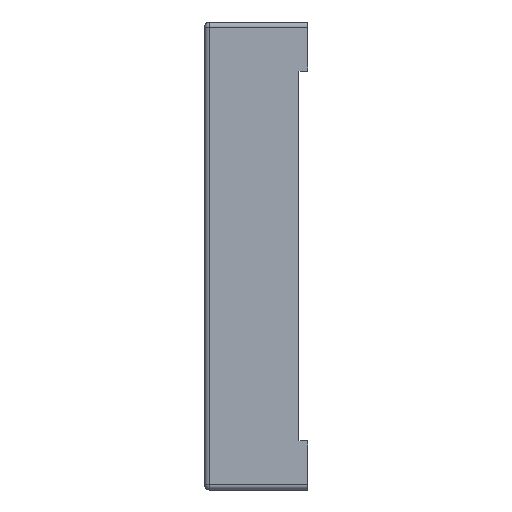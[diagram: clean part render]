
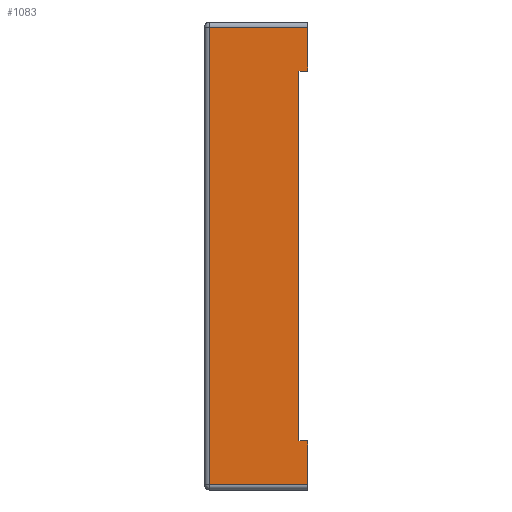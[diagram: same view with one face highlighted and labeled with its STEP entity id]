
A CAD part, left-side view. The second image highlights one B-rep face of the part: STEP entity #1083.
In plain terms, the highlighted planar face has unit normal (-1, 0, 0).
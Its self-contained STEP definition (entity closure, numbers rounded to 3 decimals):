
#70=FACE_OUTER_BOUND('',#129,.T.);
#129=EDGE_LOOP('',(#742,#743,#744,#745,#746,#747,#748,#749));
#200=LINE('',#1565,#333);
#201=LINE('',#1572,#334);
#206=LINE('',#1584,#339);
#207=LINE('',#1586,#340);
#208=LINE('',#1588,#341);
#209=LINE('',#1590,#342);
#210=LINE('',#1592,#343);
#211=LINE('',#1593,#344);
#333=VECTOR('',#1255,10.);
#334=VECTOR('',#1264,10.);
#339=VECTOR('',#1273,10.);
#340=VECTOR('',#1274,10.);
#341=VECTOR('',#1275,10.);
#342=VECTOR('',#1276,10.);
#343=VECTOR('',#1277,10.);
#344=VECTOR('',#1278,10.);
#466=VERTEX_POINT('',#1561);
#467=VERTEX_POINT('',#1563);
#469=VERTEX_POINT('',#1571);
#474=VERTEX_POINT('',#1583);
#475=VERTEX_POINT('',#1585);
#476=VERTEX_POINT('',#1587);
#477=VERTEX_POINT('',#1589);
#478=VERTEX_POINT('',#1591);
#570=EDGE_CURVE('',#467,#466,#200,.T.);
#573=EDGE_CURVE('',#469,#466,#201,.T.);
#579=EDGE_CURVE('',#474,#467,#206,.T.);
#580=EDGE_CURVE('',#475,#474,#207,.T.);
#581=EDGE_CURVE('',#475,#476,#208,.T.);
#582=EDGE_CURVE('',#476,#477,#209,.T.);
#583=EDGE_CURVE('',#477,#478,#210,.T.);
#584=EDGE_CURVE('',#478,#469,#211,.T.);
#742=ORIENTED_EDGE('',*,*,#570,.F.);
#743=ORIENTED_EDGE('',*,*,#579,.F.);
#744=ORIENTED_EDGE('',*,*,#580,.F.);
#745=ORIENTED_EDGE('',*,*,#581,.T.);
#746=ORIENTED_EDGE('',*,*,#582,.T.);
#747=ORIENTED_EDGE('',*,*,#583,.T.);
#748=ORIENTED_EDGE('',*,*,#584,.T.);
#749=ORIENTED_EDGE('',*,*,#573,.T.);
#1039=PLANE('',#1161);
#1083=ADVANCED_FACE('',(#70),#1039,.T.);
#1161=AXIS2_PLACEMENT_3D('',#1582,#1271,#1272);
#1255=DIRECTION('',(0.,-1.,0.));
#1264=DIRECTION('',(0.,0.,1.));
#1271=DIRECTION('center_axis',(-1.,0.,0.));
#1272=DIRECTION('ref_axis',(0.,0.,1.));
#1273=DIRECTION('',(0.,0.,1.));
#1274=DIRECTION('',(0.,1.,0.));
#1275=DIRECTION('',(0.,0.,1.));
#1276=DIRECTION('',(0.,1.,0.));
#1277=DIRECTION('',(0.,0.,1.));
#1278=DIRECTION('',(0.,-1.,0.));
#1561=CARTESIAN_POINT('',(0.,0.,26.878));
#1563=CARTESIAN_POINT('',(0.,5.694,26.878));
#1565=CARTESIAN_POINT('',(0.,0.,26.878));
#1571=CARTESIAN_POINT('',(0.,0.,24.328));
#1572=CARTESIAN_POINT('',(0.,0.,0.));
#1582=CARTESIAN_POINT('Origin',(0.,0.,0.));
#1583=CARTESIAN_POINT('',(0.,5.694,0.3));
#1584=CARTESIAN_POINT('',(0.,5.694,6.795));
#1585=CARTESIAN_POINT('',(0.,0.,0.3));
#1586=CARTESIAN_POINT('',(0.,0.,0.3));
#1587=CARTESIAN_POINT('',(0.,0.,2.85));
#1588=CARTESIAN_POINT('',(0.,0.,0.));
#1589=CARTESIAN_POINT('',(0.,0.5,2.85));
#1590=CARTESIAN_POINT('',(0.,0.25,2.85));
#1591=CARTESIAN_POINT('',(0.,0.5,24.328));
#1592=CARTESIAN_POINT('',(0.,0.5,2.925));
#1593=CARTESIAN_POINT('',(0.,0.,24.328));
